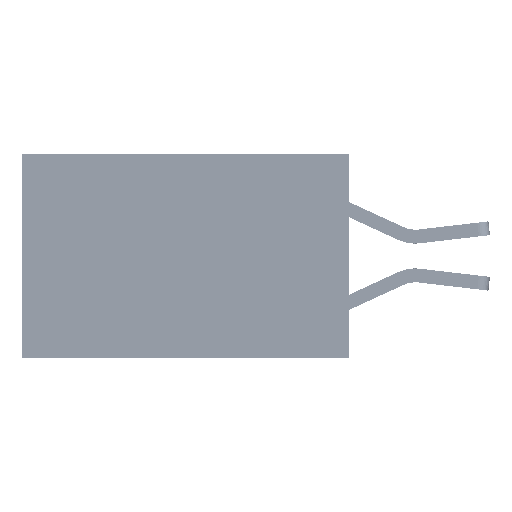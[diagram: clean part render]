
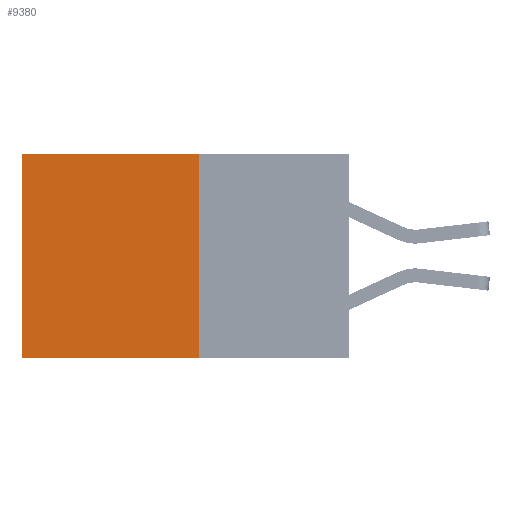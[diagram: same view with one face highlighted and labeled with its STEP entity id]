
A CAD part, left-side view. The second image highlights one B-rep face of the part: STEP entity #9380.
In plain terms, the highlighted planar face has unit normal (-1, 0, 0).
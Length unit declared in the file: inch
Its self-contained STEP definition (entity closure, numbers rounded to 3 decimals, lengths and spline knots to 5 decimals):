
#301 = VECTOR ( 'NONE', #22612, 39.37008 ) ;
#1178 = LINE ( 'NONE', #12939, #301 ) ;
#2035 = VERTEX_POINT ( 'NONE', #18475 ) ;
#2330 = CARTESIAN_POINT ( 'NONE',  ( 0.277, 0.27, -0.37 ) ) ;
#2730 = EDGE_LOOP ( 'NONE', ( #29405, #6653, #22925, #31330 ) ) ;
#3492 = EDGE_CURVE ( 'NONE', #7610, #25548, #1178, .T. ) ;
#3928 = LINE ( 'NONE', #4424, #25888 ) ;
#4424 = CARTESIAN_POINT ( 'NONE',  ( 0.277, 0.27, -0.37 ) ) ;
#4462 = FACE_OUTER_BOUND ( 'NONE', #2730, .T. ) ;
#5106 = DIRECTION ( 'NONE',  ( 0., 0., -1. ) ) ;
#6115 = CARTESIAN_POINT ( 'NONE',  ( 0.277, 0.59, -0.37 ) ) ;
#6653 = ORIENTED_EDGE ( 'NONE', *, *, #3492, .F. ) ;
#7610 = VERTEX_POINT ( 'NONE', #22405 ) ;
#8659 = CARTESIAN_POINT ( 'NONE',  ( 0.277, 0.27, 0. ) ) ;
#8821 = LINE ( 'NONE', #11695, #16104 ) ;
#9380 = ADVANCED_FACE ( 'NONE', ( #4462 ), #16034, .F. ) ;
#11695 = CARTESIAN_POINT ( 'NONE',  ( 0.277, 0.59, -0.37 ) ) ;
#11996 = VECTOR ( 'NONE', #33165, 39.37008 ) ;
#12939 = CARTESIAN_POINT ( 'NONE',  ( 0.277, 0.27, -0.37 ) ) ;
#14443 = DIRECTION ( 'NONE',  ( 0., 0., -1. ) ) ;
#16034 = PLANE ( 'NONE',  #35437 ) ;
#16104 = VECTOR ( 'NONE', #14443, 39.37008 ) ;
#16993 = EDGE_CURVE ( 'NONE', #2035, #25548, #8821, .T. ) ;
#18475 = CARTESIAN_POINT ( 'NONE',  ( 0.277, 0.59, 0. ) ) ;
#19417 = EDGE_CURVE ( 'NONE', #24185, #7610, #3928, .T. ) ;
#21542 = DIRECTION ( 'NONE',  ( 1., 0., 0. ) ) ;
#22405 = CARTESIAN_POINT ( 'NONE',  ( 0.277, 0.27, -0.37 ) ) ;
#22612 = DIRECTION ( 'NONE',  ( 0., 1., 0. ) ) ;
#22925 = ORIENTED_EDGE ( 'NONE', *, *, #19417, .F. ) ;
#23695 = DIRECTION ( 'NONE',  ( 0., 0., -1. ) ) ;
#24185 = VERTEX_POINT ( 'NONE', #31113 ) ;
#25548 = VERTEX_POINT ( 'NONE', #6115 ) ;
#25888 = VECTOR ( 'NONE', #23695, 39.37008 ) ;
#28312 = LINE ( 'NONE', #8659, #11996 ) ;
#29405 = ORIENTED_EDGE ( 'NONE', *, *, #16993, .T. ) ;
#31113 = CARTESIAN_POINT ( 'NONE',  ( 0.277, 0.27, 0. ) ) ;
#31330 = ORIENTED_EDGE ( 'NONE', *, *, #32574, .T. ) ;
#32574 = EDGE_CURVE ( 'NONE', #24185, #2035, #28312, .T. ) ;
#33165 = DIRECTION ( 'NONE',  ( 0., 1., 0. ) ) ;
#35437 = AXIS2_PLACEMENT_3D ( 'NONE', #2330, #21542, #5106 ) ;
